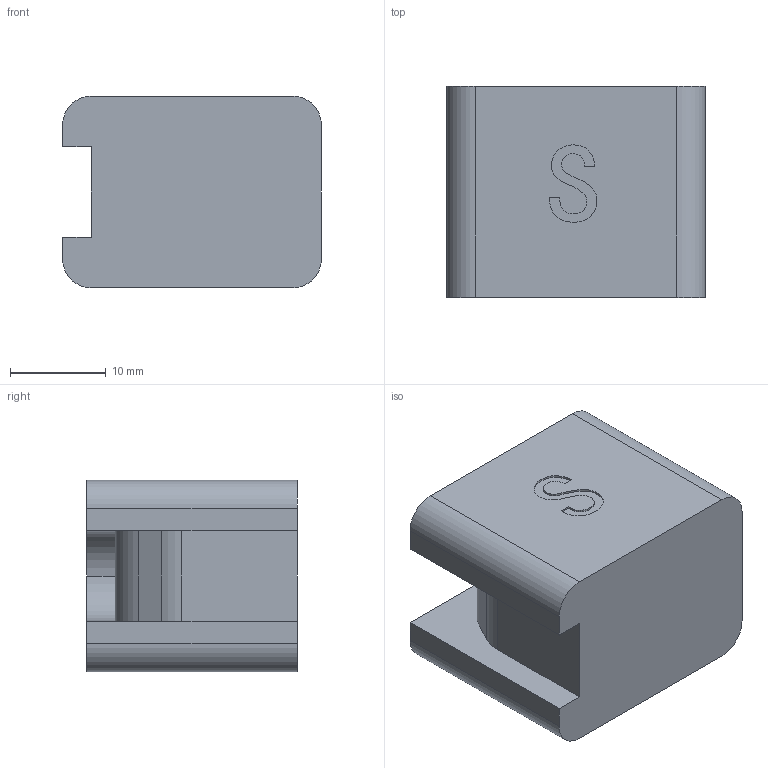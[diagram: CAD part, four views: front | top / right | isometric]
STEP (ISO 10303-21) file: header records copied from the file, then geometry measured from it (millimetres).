
FILE_DESCRIPTION (( 'STEP AP214' ), '1' );
FILE_NAME ('soc肣奪類撿.STEP', '2023-02-07T06:31:31', ( '' ), ( '' ), 'SwSTEP 2.0', 'SolidWorks 2022', '' );
FILE_SCHEMA (( 'AUTOMOTIVE_DESIGN' ));
Length unit declared in the file: millimetre
Products named in the file (1): soc肣奪類撿
Bounding box: 27 x 22 x 20 mm (x, y, z)
Volume: 10510.2 mm3; surface area: 3191.7 mm2
Topology: 1 solids, 1 shells, 37 faces, 102 edges, 68 vertices
Faces by surface type: plane 17, bspline 12, cylinder 8
Entity records: 1886 total; most frequent: CARTESIAN_POINT 972, ORIENTED_EDGE 204, DIRECTION 146, EDGE_CURVE 102, VERTEX_POINT 68, LINE 62, VECTOR 62, AXIS2_PLACEMENT_3D 42
